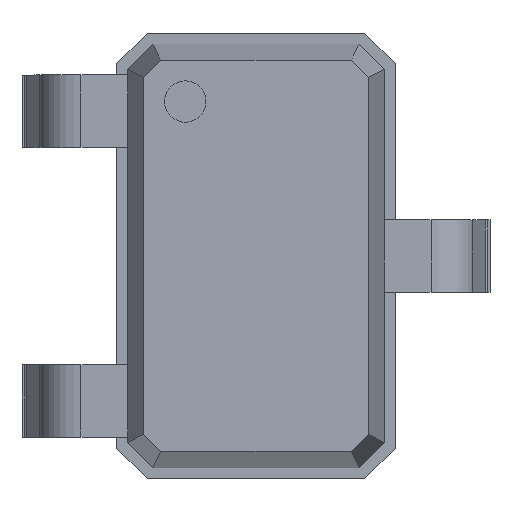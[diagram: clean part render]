
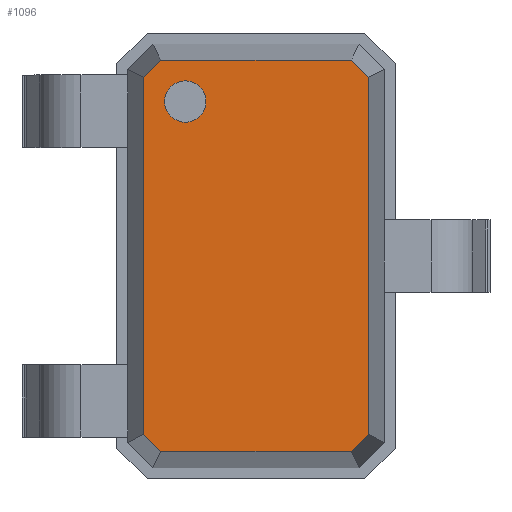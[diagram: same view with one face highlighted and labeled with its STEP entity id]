
A CAD part, top view. The second image highlights one B-rep face of the part: STEP entity #1096.
In plain terms, the highlighted planar face has unit normal (0, 0, 1).
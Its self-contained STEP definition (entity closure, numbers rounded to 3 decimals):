
#13=DIRECTION('',(0.,0.,1.));
#14=DIRECTION('',(1.,0.,-0.));
#27=VECTOR('',#28,1.);
#28=DIRECTION('',(0.707,0.707,0.));
#51=VECTOR('',#52,1.);
#52=DIRECTION('',(1.,0.,0.));
#58=VECTOR('',#59,1.);
#59=DIRECTION('',(0.707,-0.707,0.));
#65=VECTOR('',#66,1.);
#66=DIRECTION('',(0.,-1.,0.));
#72=VECTOR('',#73,1.);
#73=DIRECTION('',(-0.707,-0.707,0.));
#79=VECTOR('',#80,1.);
#80=DIRECTION('',(-1.,0.,0.));
#86=VECTOR('',#87,1.);
#87=DIRECTION('',(-0.707,0.707,0.));
#91=VECTOR('',#92,1.);
#92=DIRECTION('',(0.,1.,0.));
#95=DIRECTION('',(-0.,0.,1.));
#552=VERTEX_POINT('',#553);
#553=CARTESIAN_POINT('',(-0.503,0.801,1.1));
#555=ORIENTED_EDGE('',*,*,#556,.F.);
#556=EDGE_CURVE('',#557,#552,#559,.T.);
#557=VERTEX_POINT('',#558);
#558=CARTESIAN_POINT('',(-0.503,-0.801,1.1));
#559=LINE('',#558,#91);
#570=VERTEX_POINT('',#571);
#571=CARTESIAN_POINT('',(-0.426,0.878,1.1));
#573=ORIENTED_EDGE('',*,*,#574,.F.);
#574=EDGE_CURVE('',#552,#570,#575,.T.);
#575=LINE('',#553,#27);
#584=VERTEX_POINT('',#585);
#585=CARTESIAN_POINT('',(0.426,0.878,1.1));
#587=ORIENTED_EDGE('',*,*,#588,.F.);
#588=EDGE_CURVE('',#570,#584,#589,.T.);
#589=LINE('',#571,#51);
#598=VERTEX_POINT('',#599);
#599=CARTESIAN_POINT('',(0.503,0.801,1.1));
#601=ORIENTED_EDGE('',*,*,#602,.F.);
#602=EDGE_CURVE('',#584,#598,#603,.T.);
#603=LINE('',#585,#58);
#620=VERTEX_POINT('',#621);
#621=CARTESIAN_POINT('',(0.503,-0.801,1.1));
#623=ORIENTED_EDGE('',*,*,#624,.F.);
#624=EDGE_CURVE('',#598,#620,#625,.T.);
#625=LINE('',#599,#65);
#1096=ADVANCED_FACE('',(#1097,#1112),#1121,.T.);
#1097=FACE_BOUND('',#1098,.T.);
#1098=EDGE_LOOP('',(#573,#555,#1099,#1104,#1109,#623,#601,#587));
#1099=ORIENTED_EDGE('',*,*,#1100,.F.);
#1100=EDGE_CURVE('',#1101,#557,#1103,.T.);
#1101=VERTEX_POINT('',#1102);
#1102=CARTESIAN_POINT('',(-0.426,-0.878,1.1));
#1103=LINE('',#1102,#86);
#1104=ORIENTED_EDGE('',*,*,#1105,.F.);
#1105=EDGE_CURVE('',#1106,#1101,#1108,.T.);
#1106=VERTEX_POINT('',#1107);
#1107=CARTESIAN_POINT('',(0.426,-0.878,1.1));
#1108=LINE('',#1107,#79);
#1109=ORIENTED_EDGE('',*,*,#1110,.F.);
#1110=EDGE_CURVE('',#620,#1106,#1111,.T.);
#1111=LINE('',#621,#72);
#1112=FACE_BOUND('',#1113,.T.);
#1113=EDGE_LOOP('',(#1114));
#1114=ORIENTED_EDGE('',*,*,#1115,.F.);
#1115=EDGE_CURVE('',#1116,#1116,#1118,.T.);
#1116=VERTEX_POINT('',#1117);
#1117=CARTESIAN_POINT('',(-0.224,0.692,1.1));
#1118=CIRCLE('',#1119,0.093);
#1119=AXIS2_PLACEMENT_3D('',#1120,#13,#14);
#1120=CARTESIAN_POINT('',(-0.317,0.692,1.1));
#1121=PLANE('',#1122);
#1122=AXIS2_PLACEMENT_3D('',#553,#95,#1123);
#1123=DIRECTION('',(0.484,-0.875,0.));
